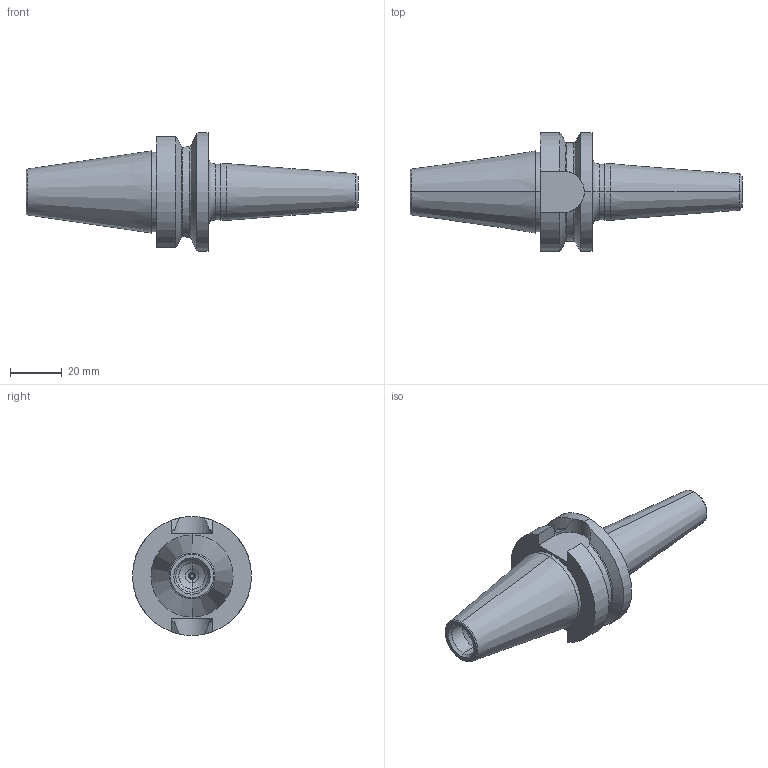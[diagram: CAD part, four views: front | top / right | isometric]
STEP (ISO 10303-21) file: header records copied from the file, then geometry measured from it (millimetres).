
FILE_DESCRIPTION (( 'STEP AP214' ), '1' );
FILE_NAME ('67.05.071.001.STEP', '2017-06-01T09:26:57', ( '' ), ( '' ), 'SwSTEP 2.0', 'SolidWorks 2014', '' );
FILE_SCHEMA (( 'AUTOMOTIVE_DESIGN' ));
Length unit declared in the file: millimetre
Products named in the file (1): 67.05.071.001
Bounding box: 128.4 x 46 x 46 mm (x, y, z)
Volume: 62082.2 mm3; surface area: 16466 mm2
Topology: 2 solids, 2 shells, 104 faces, 224 edges, 132 vertices
Faces by surface type: cone 38, plane 30, cylinder 28, torus 8
Entity records: 4105 total; most frequent: CARTESIAN_POINT 671, DIRECTION 488, ORIENTED_EDGE 448, EDGE_CURVE 224, AXIS2_PLACEMENT_3D 201, VERTEX_POINT 132, EDGE_LOOP 114, UNCERTAINTY_MEASURE_WITH_UNIT 108
